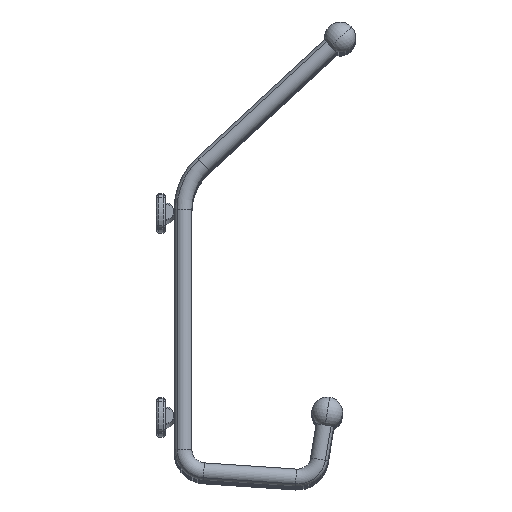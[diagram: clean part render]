
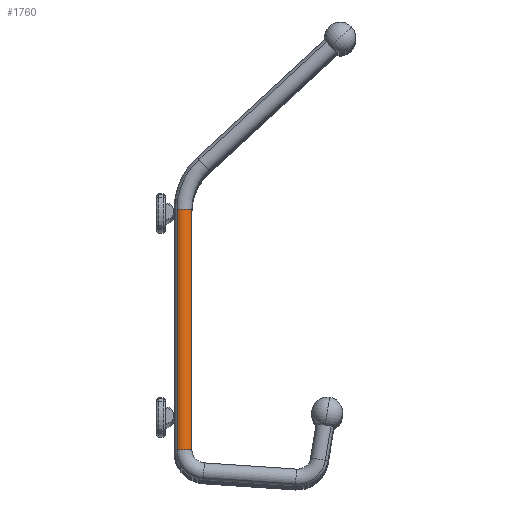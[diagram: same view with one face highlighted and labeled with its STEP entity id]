
A CAD part, top view. The second image highlights one B-rep face of the part: STEP entity #1760.
In plain terms, the highlighted cylindrical face has radius 2 mm (diameter 4 mm), a partial arc.
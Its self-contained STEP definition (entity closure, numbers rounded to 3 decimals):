
#1080=CARTESIAN_POINT('',(-1.355,58.861,
1.471));
#1090=VERTEX_POINT('',#1080);
#1180=CARTESIAN_POINT('',(1.355,58.861,
-1.471));
#1190=VERTEX_POINT('',#1180);
#1220=CARTESIAN_POINT('',(0.,58.861,
0.));
#1230=DIRECTION('',(0.,1.,0.));
#1240=DIRECTION('',(0.677,0.,
-0.736));
#1250=AXIS2_PLACEMENT_3D('',#1220,#1230,#1240);
#1260=CIRCLE('',#1250,2.);
#1270=EDGE_CURVE('',#1090,#1190,#1260,.T.);
#1450=CARTESIAN_POINT('',(0.,58.861,
0.));
#1460=DIRECTION('',(0.,1.,0.));
#1470=DIRECTION('',(0.677,0.,
-0.736));
#1480=AXIS2_PLACEMENT_3D('',#1450,#1460,#1470);
#1490=CYLINDRICAL_SURFACE('',#1480,2.);
#1500=CARTESIAN_POINT('',(-1.355,58.861,
1.471));
#1510=DIRECTION('',(0.,1.,0.));
#1520=VECTOR('',#1510,1.);
#1530=LINE('',#1500,#1520);
#1540=CARTESIAN_POINT('',(-1.355,4.678,
1.471));
#1550=VERTEX_POINT('',#1540);
#1560=EDGE_CURVE('',#1550,#1090,#1530,.T.);
#1570=ORIENTED_EDGE('',*,*,#1560,.F.);
#1580=ORIENTED_EDGE('',*,*,#1270,.F.);
#1590=CARTESIAN_POINT('',(1.355,58.861,
-1.471));
#1600=DIRECTION('',(0.,1.,0.));
#1610=VECTOR('',#1600,1.);
#1620=LINE('',#1590,#1610);
#1630=CARTESIAN_POINT('',(1.355,4.678,
-1.471));
#1640=VERTEX_POINT('',#1630);
#1650=EDGE_CURVE('',#1640,#1190,#1620,.T.);
#1660=ORIENTED_EDGE('',*,*,#1650,.T.);
#1670=CARTESIAN_POINT('',(0.,4.678,0.));
#1680=DIRECTION('',(0.,1.,0.));
#1690=DIRECTION('',(0.677,0.,
-0.736));
#1700=AXIS2_PLACEMENT_3D('',#1670,#1680,#1690);
#1710=CIRCLE('',#1700,2.);
#1720=EDGE_CURVE('',#1550,#1640,#1710,.T.);
#1730=ORIENTED_EDGE('',*,*,#1720,.T.);
#1740=EDGE_LOOP('',(#1730,#1660,#1580,#1570));
#1750=FACE_OUTER_BOUND('',#1740,.T.);
#1760=ADVANCED_FACE('',(#1750),#1490,.T.);
